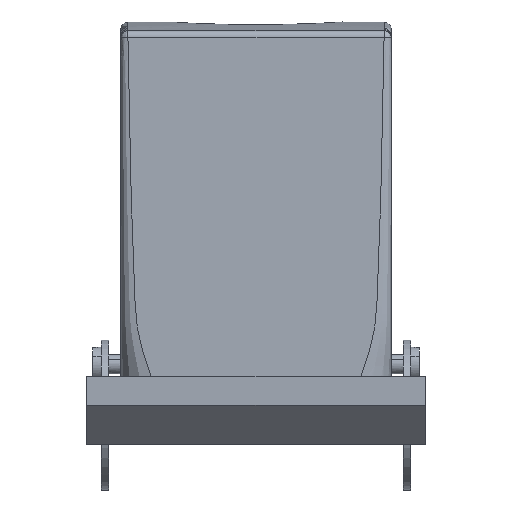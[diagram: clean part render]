
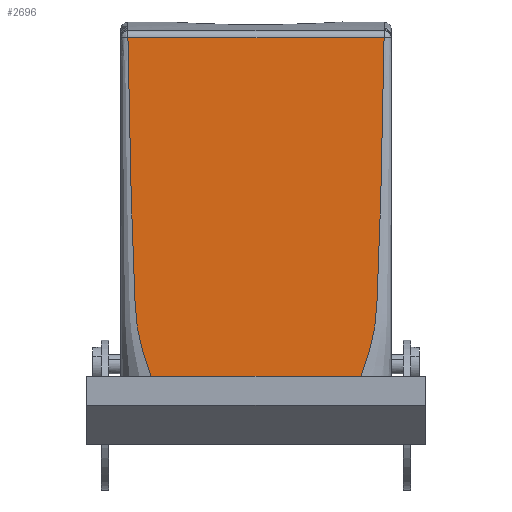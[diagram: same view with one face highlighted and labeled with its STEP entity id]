
A CAD part, front view. The second image highlights one B-rep face of the part: STEP entity #2696.
In plain terms, the highlighted planar face has unit normal (0, -1, 0.013).
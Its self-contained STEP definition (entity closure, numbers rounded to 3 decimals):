
#2683=AXIS2_PLACEMENT_3D('Plane Axis2P3D',#2680,#2681,#2682) ;
#684=CARTESIAN_POINT('Vertex',(14.5,24.8,19.8)) ;
#753=CARTESIAN_POINT('Vertex',(55.5,24.8,19.8)) ;
#756=CARTESIAN_POINT('Line Origine',(35.,24.8,19.8)) ;
#1693=CARTESIAN_POINT('Vertex',(8.512,25.765,93.541)) ;
#1734=CARTESIAN_POINT('Control Point',(8.512,25.765,93.541)) ;
#1735=CARTESIAN_POINT('Control Point',(8.528,25.743,91.851)) ;
#1736=CARTESIAN_POINT('Control Point',(8.546,25.721,90.163)) ;
#1737=CARTESIAN_POINT('Control Point',(8.567,25.699,88.474)) ;
#1738=CARTESIAN_POINT('Control Point',(8.667,25.604,81.225)) ;
#1739=CARTESIAN_POINT('Control Point',(8.816,25.509,73.977)) ;
#1740=CARTESIAN_POINT('Control Point',(8.959,25.437,68.428)) ;
#1741=CARTESIAN_POINT('Control Point',(9.175,25.336,60.778)) ;
#1742=CARTESIAN_POINT('Control Point',(9.424,25.236,53.129)) ;
#1743=CARTESIAN_POINT('Control Point',(9.495,25.209,51.027)) ;
#1744=CARTESIAN_POINT('Control Point',(9.607,25.168,47.874)) ;
#1745=CARTESIAN_POINT('Control Point',(9.729,25.126,44.722)) ;
#1746=CARTESIAN_POINT('Control Point',(9.771,25.112,43.671)) ;
#1747=CARTESIAN_POINT('Control Point',(9.836,25.092,42.095)) ;
#1748=CARTESIAN_POINT('Control Point',(9.906,25.071,40.519)) ;
#1749=CARTESIAN_POINT('Control Point',(9.929,25.064,39.993)) ;
#1750=CARTESIAN_POINT('Control Point',(9.966,25.054,39.21)) ;
#1751=CARTESIAN_POINT('Control Point',(10.003,25.044,38.427)) ;
#1752=CARTESIAN_POINT('Control Point',(10.016,25.04,38.144)) ;
#1753=CARTESIAN_POINT('Control Point',(10.042,25.033,37.624)) ;
#1754=CARTESIAN_POINT('Control Point',(10.073,25.027,37.104)) ;
#1755=CARTESIAN_POINT('Control Point',(10.089,25.023,36.842)) ;
#1756=CARTESIAN_POINT('Control Point',(10.173,25.007,35.642)) ;
#1757=CARTESIAN_POINT('Control Point',(10.299,24.992,34.445)) ;
#1758=CARTESIAN_POINT('Control Point',(10.435,24.98,33.513)) ;
#1759=CARTESIAN_POINT('Control Point',(10.834,24.951,31.369)) ;
#1760=CARTESIAN_POINT('Control Point',(11.406,24.924,29.25)) ;
#1761=CARTESIAN_POINT('Control Point',(11.776,24.908,28.053)) ;
#1762=CARTESIAN_POINT('Control Point',(12.556,24.877,25.69)) ;
#1763=CARTESIAN_POINT('Control Point',(13.365,24.846,23.333)) ;
#1764=CARTESIAN_POINT('Control Point',(13.759,24.831,22.159)) ;
#1765=CARTESIAN_POINT('Control Point',(14.135,24.815,20.98)) ;
#1766=CARTESIAN_POINT('Control Point',(14.5,24.8,19.8)) ;
#2623=CARTESIAN_POINT('Control Point',(61.488,25.765,93.541)) ;
#2624=CARTESIAN_POINT('Control Point',(61.472,25.743,91.851)) ;
#2625=CARTESIAN_POINT('Control Point',(61.454,25.721,90.163)) ;
#2626=CARTESIAN_POINT('Control Point',(61.433,25.699,88.474)) ;
#2627=CARTESIAN_POINT('Control Point',(61.333,25.604,81.225)) ;
#2628=CARTESIAN_POINT('Control Point',(61.184,25.509,73.977)) ;
#2629=CARTESIAN_POINT('Control Point',(61.041,25.437,68.428)) ;
#2630=CARTESIAN_POINT('Control Point',(60.825,25.336,60.778)) ;
#2631=CARTESIAN_POINT('Control Point',(60.576,25.236,53.129)) ;
#2632=CARTESIAN_POINT('Control Point',(60.505,25.209,51.027)) ;
#2633=CARTESIAN_POINT('Control Point',(60.393,25.168,47.874)) ;
#2634=CARTESIAN_POINT('Control Point',(60.271,25.126,44.722)) ;
#2635=CARTESIAN_POINT('Control Point',(60.229,25.112,43.671)) ;
#2636=CARTESIAN_POINT('Control Point',(60.164,25.092,42.095)) ;
#2637=CARTESIAN_POINT('Control Point',(60.094,25.071,40.519)) ;
#2638=CARTESIAN_POINT('Control Point',(60.071,25.064,39.993)) ;
#2639=CARTESIAN_POINT('Control Point',(60.034,25.054,39.21)) ;
#2640=CARTESIAN_POINT('Control Point',(59.997,25.044,38.427)) ;
#2641=CARTESIAN_POINT('Control Point',(59.984,25.04,38.144)) ;
#2642=CARTESIAN_POINT('Control Point',(59.958,25.033,37.624)) ;
#2643=CARTESIAN_POINT('Control Point',(59.927,25.027,37.104)) ;
#2644=CARTESIAN_POINT('Control Point',(59.911,25.023,36.842)) ;
#2645=CARTESIAN_POINT('Control Point',(59.827,25.007,35.642)) ;
#2646=CARTESIAN_POINT('Control Point',(59.701,24.992,34.445)) ;
#2647=CARTESIAN_POINT('Control Point',(59.565,24.98,33.513)) ;
#2648=CARTESIAN_POINT('Control Point',(59.166,24.951,31.369)) ;
#2649=CARTESIAN_POINT('Control Point',(58.594,24.924,29.25)) ;
#2650=CARTESIAN_POINT('Control Point',(58.224,24.908,28.053)) ;
#2651=CARTESIAN_POINT('Control Point',(57.444,24.877,25.69)) ;
#2652=CARTESIAN_POINT('Control Point',(56.635,24.846,23.333)) ;
#2653=CARTESIAN_POINT('Control Point',(56.241,24.831,22.159)) ;
#2654=CARTESIAN_POINT('Control Point',(55.865,24.815,20.98)) ;
#2655=CARTESIAN_POINT('Control Point',(55.5,24.8,19.8)) ;
#2656=CARTESIAN_POINT('Vertex',(61.488,25.765,93.541)) ;
#2680=CARTESIAN_POINT('Axis2P3D Location',(35.,26.757,169.276)) ;
#2685=CARTESIAN_POINT('Line Origine',(35.,25.765,93.541)) ;
#757=DIRECTION('Vector Direction',(-1.,0.,0.)) ;
#2681=DIRECTION('Axis2P3D Direction',(0.,-1.,0.013)) ;
#2682=DIRECTION('Axis2P3D XDirection',(-1.,0.,0.)) ;
#2686=DIRECTION('Vector Direction',(1.,0.,0.)) ;
#758=VECTOR('Line Direction',#757,1.) ;
#2687=VECTOR('Line Direction',#2686,1.) ;
#2691=ORIENTED_EDGE('',*,*,#1767,.F.) ;
#2692=ORIENTED_EDGE('',*,*,#760,.T.) ;
#2693=ORIENTED_EDGE('',*,*,#2658,.T.) ;
#2694=ORIENTED_EDGE('',*,*,#2689,.F.) ;
#2696=ADVANCED_FACE('Hood',(#2695),#2684,.T.) ;
#1733=B_SPLINE_CURVE_WITH_KNOTS('',5,(#1734,#1735,#1736,#1737,#1738,#1739,#1740,#1741,#1742,#1743,#1744,#1745,#1746,#1747,#1748,#1749,#1750,#1751,#1752,#1753,#1754,#1755,#1756,#1757,#1758,#1759,#1760,#1761,#1762,#1763,#1764,#1765,#1766),.UNSPECIFIED.,.F.,.U.,(6,3,3,3,3,3,3,3,3,3,6),(37.829,46.32,74.046,84.551,89.804,92.43,93.718,95.032,99.719,105.865,111.947),.UNSPECIFIED.) ;
#2622=B_SPLINE_CURVE_WITH_KNOTS('',5,(#2623,#2624,#2625,#2626,#2627,#2628,#2629,#2630,#2631,#2632,#2633,#2634,#2635,#2636,#2637,#2638,#2639,#2640,#2641,#2642,#2643,#2644,#2645,#2646,#2647,#2648,#2649,#2650,#2651,#2652,#2653,#2654,#2655),.UNSPECIFIED.,.F.,.U.,(6,3,3,3,3,3,3,3,3,3,6),(37.829,46.32,74.046,84.551,89.804,92.43,93.718,95.032,99.719,105.865,111.947),.UNSPECIFIED.) ;
#760=EDGE_CURVE('',#685,#754,#759,.F.) ;
#1767=EDGE_CURVE('',#685,#1694,#1733,.F.) ;
#2658=EDGE_CURVE('',#754,#2657,#2622,.F.) ;
#2689=EDGE_CURVE('',#1694,#2657,#2688,.T.) ;
#2690=EDGE_LOOP('',(#2691,#2692,#2693,#2694)) ;
#2695=FACE_OUTER_BOUND('',#2690,.T.) ;
#759=LINE('Line',#756,#758) ;
#2688=LINE('Line',#2685,#2687) ;
#2684=PLANE('',#2683) ;
#685=VERTEX_POINT('',#684) ;
#754=VERTEX_POINT('',#753) ;
#1694=VERTEX_POINT('',#1693) ;
#2657=VERTEX_POINT('',#2656) ;
